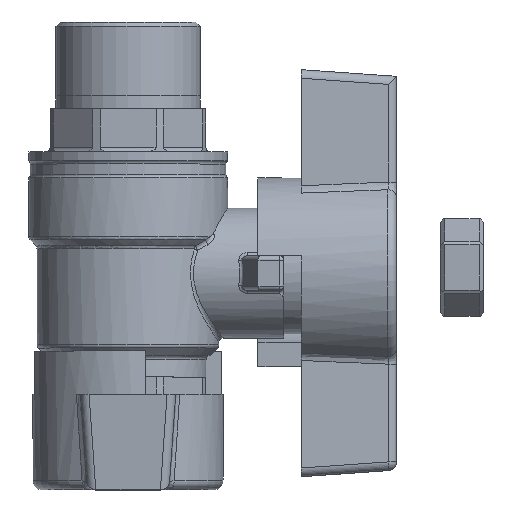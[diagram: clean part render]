
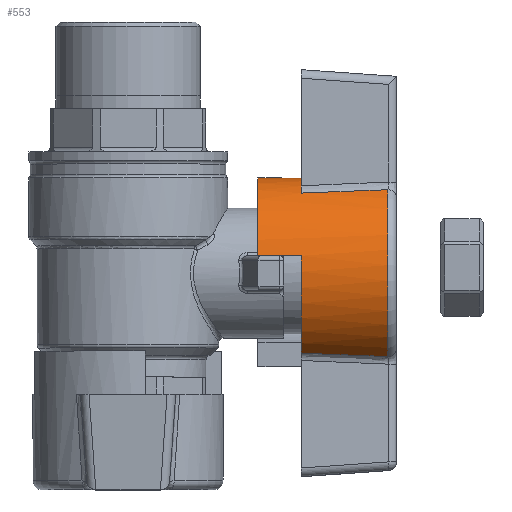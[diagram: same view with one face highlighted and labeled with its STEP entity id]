
A CAD part, top view. The second image highlights one B-rep face of the part: STEP entity #553.
In plain terms, the highlighted cylindrical face has radius 11 mm (diameter 22 mm), a partial arc.
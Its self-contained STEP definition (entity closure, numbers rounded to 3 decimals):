
#553 = ADVANCED_FACE( '', ( #1200 ), #1201, .T. );
#1200 = FACE_OUTER_BOUND( '', #2333, .T. );
#1201 = CYLINDRICAL_SURFACE( '', #2334, 11. );
#2333 = EDGE_LOOP( '', ( #4089, #4090, #4091, #4092, #4093, #4094, #4095, #4096 ) );
#2334 = AXIS2_PLACEMENT_3D( '', #4097, #4098, #4099 );
#4089 = ORIENTED_EDGE( '', *, *, #5377, .T. );
#4090 = ORIENTED_EDGE( '', *, *, #4819, .F. );
#4091 = ORIENTED_EDGE( '', *, *, #5382, .T. );
#4092 = ORIENTED_EDGE( '', *, *, #5232, .F. );
#4093 = ORIENTED_EDGE( '', *, *, #5383, .F. );
#4094 = ORIENTED_EDGE( '', *, *, #5384, .F. );
#4095 = ORIENTED_EDGE( '', *, *, #5095, .T. );
#4096 = ORIENTED_EDGE( '', *, *, #5075, .T. );
#4097 = CARTESIAN_POINT( '', ( 0., 16., 0. ) );
#4098 = DIRECTION( '', ( 0., 1., 0. ) );
#4099 = DIRECTION( '', ( 0., 0., -1. ) );
#4819 = EDGE_CURVE( '', #5579, #5581, #5582, .T. );
#5075 = EDGE_CURVE( '', #6005, #6003, #6006, .T. );
#5095 = EDGE_CURVE( '', #6034, #6005, #6039, .T. );
#5232 = EDGE_CURVE( '', #6233, #6235, #6236, .T. );
#5377 = EDGE_CURVE( '', #6003, #5581, #6429, .T. );
#5382 = EDGE_CURVE( '', #5579, #6235, #6434, .T. );
#5383 = EDGE_CURVE( '', #6435, #6233, #6436, .T. );
#5384 = EDGE_CURVE( '', #6034, #6435, #6437, .T. );
#5579 = VERTEX_POINT( '', #6679 );
#5581 = VERTEX_POINT( '', #6682 );
#5582 = CIRCLE( '', #6683, 11. );
#6003 = VERTEX_POINT( '', #7428 );
#6005 = VERTEX_POINT( '', #7430 );
#6006 = CIRCLE( '', #7431, 11. );
#6034 = VERTEX_POINT( '', #7465 );
#6039 = ELLIPSE( '', #7518, 171.96, 11. );
#6233 = VERTEX_POINT( '', #8093 );
#6235 = VERTEX_POINT( '', #8096 );
#6236 = CIRCLE( '', #8097, 11. );
#6429 = ELLIPSE( '', #8760, 171.96, 11. );
#6434 = LINE( '', #8765, #8766 );
#6435 = VERTEX_POINT( '', #8767 );
#6436 = LINE( '', #8768, #8769 );
#6437 = CIRCLE( '', #8770, 11. );
#6679 = CARTESIAN_POINT( '', ( 2., 11., 10.817 ) );
#6682 = CARTESIAN_POINT( '', ( -5.961, 11., 9.245 ) );
#6683 = AXIS2_PLACEMENT_3D( '', #9199, #9200, #9201 );
#7428 = CARTESIAN_POINT( '', ( -5.32, 1., 9.628 ) );
#7430 = CARTESIAN_POINT( '', ( -5.32, 1., -9.628 ) );
#7431 = AXIS2_PLACEMENT_3D( '', #9524, #9525, #9526 );
#7465 = CARTESIAN_POINT( '', ( -5.961, 11., -9.245 ) );
#7518 = AXIS2_PLACEMENT_3D( '', #9557, #9558, #9559 );
#8093 = CARTESIAN_POINT( '', ( -10.817, 16., 2. ) );
#8096 = CARTESIAN_POINT( '', ( 2., 16., 10.817 ) );
#8097 = AXIS2_PLACEMENT_3D( '', #9712, #9713, #9714 );
#8760 = AXIS2_PLACEMENT_3D( '', #9858, #9859, #9860 );
#8765 = CARTESIAN_POINT( '', ( 2., 11., 10.817 ) );
#8766 = VECTOR( '', #9867, 1000. );
#8767 = CARTESIAN_POINT( '', ( -10.817, 11., 2. ) );
#8768 = CARTESIAN_POINT( '', ( -10.817, 11., 2. ) );
#8769 = VECTOR( '', #9868, 1000. );
#8770 = AXIS2_PLACEMENT_3D( '', #9869, #9870, #9871 );
#9199 = CARTESIAN_POINT( '', ( 0., 11., 0. ) );
#9200 = DIRECTION( '', ( 0., -1., 0. ) );
#9201 = DIRECTION( '', ( 0., 0., -1. ) );
#9524 = CARTESIAN_POINT( '', ( 0., 1., 0. ) );
#9525 = DIRECTION( '', ( 0., 1., 0. ) );
#9526 = DIRECTION( '', ( 0., 0., 1. ) );
#9557 = CARTESIAN_POINT( '', ( 0., -81.989, 0. ) );
#9558 = DIRECTION( '', ( -0.998, -0.064, 0. ) );
#9559 = DIRECTION( '', ( 0.064, -0.998, 0. ) );
#9712 = CARTESIAN_POINT( '', ( 0., 16., 0. ) );
#9713 = DIRECTION( '', ( 0., 1., 0. ) );
#9714 = DIRECTION( '', ( -1., 0., 0. ) );
#9858 = CARTESIAN_POINT( '', ( 0., -81.989, 0. ) );
#9859 = DIRECTION( '', ( -0.998, -0.064, 0. ) );
#9860 = DIRECTION( '', ( 0.064, -0.998, 0. ) );
#9867 = DIRECTION( '', ( 0., 1., 0. ) );
#9868 = DIRECTION( '', ( 0., 1., 0. ) );
#9869 = CARTESIAN_POINT( '', ( 0., 11., 0. ) );
#9870 = DIRECTION( '', ( 0., 1., 0. ) );
#9871 = DIRECTION( '', ( 0., 0., 1. ) );
